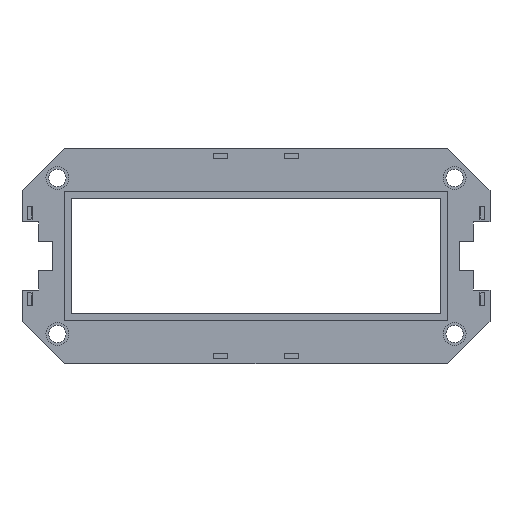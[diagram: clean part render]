
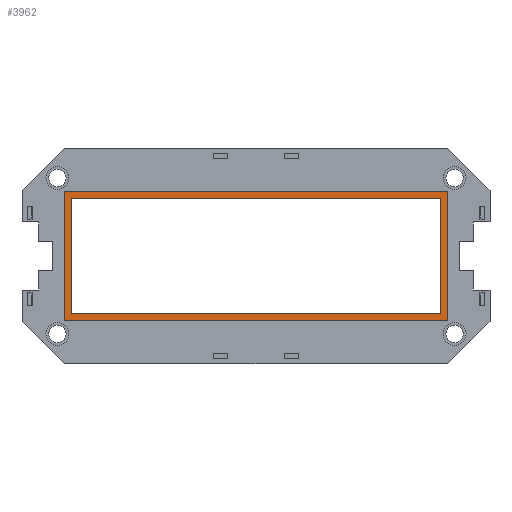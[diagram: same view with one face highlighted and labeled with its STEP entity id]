
A CAD part, top view. The second image highlights one B-rep face of the part: STEP entity #3962.
In plain terms, the highlighted planar face has unit normal (0, 0, 1).
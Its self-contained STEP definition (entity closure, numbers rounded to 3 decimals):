
#94 = DIRECTION ( 'NONE',  ( -1., 0., 0. ) ) ;
#106 = EDGE_LOOP ( 'NONE', ( #5743, #5052, #4912, #3378 ) ) ;
#272 = CARTESIAN_POINT ( 'NONE',  ( -65.15, 20.15, 0.75 ) ) ;
#319 = CARTESIAN_POINT ( 'NONE',  ( -67.6, -22.6, 0.75 ) ) ;
#385 = EDGE_CURVE ( 'NONE', #2254, #6480, #3307, .T. ) ;
#431 = VECTOR ( 'NONE', #2048, 1000. ) ;
#443 = VERTEX_POINT ( 'NONE', #1293 ) ;
#609 = CARTESIAN_POINT ( 'NONE',  ( 67.6, 22.6, 0.75 ) ) ;
#625 = CARTESIAN_POINT ( 'NONE',  ( -65.15, -20.15, 0.75 ) ) ;
#694 = LINE ( 'NONE', #5641, #2516 ) ;
#718 = EDGE_CURVE ( 'NONE', #1365, #1685, #3874, .T. ) ;
#918 = VERTEX_POINT ( 'NONE', #6879 ) ;
#922 = VECTOR ( 'NONE', #4503, 1000. ) ;
#1210 = CARTESIAN_POINT ( 'NONE',  ( 0., 0., 0.75 ) ) ;
#1244 = EDGE_CURVE ( 'NONE', #2793, #2254, #2021, .T. ) ;
#1293 = CARTESIAN_POINT ( 'NONE',  ( 67.6, -22.6, 0.75 ) ) ;
#1365 = VERTEX_POINT ( 'NONE', #272 ) ;
#1491 = CARTESIAN_POINT ( 'NONE',  ( -67.6, 22.6, 0.75 ) ) ;
#1599 = DIRECTION ( 'NONE',  ( 1., 0., 0. ) ) ;
#1685 = VERTEX_POINT ( 'NONE', #2134 ) ;
#1778 = ORIENTED_EDGE ( 'NONE', *, *, #718, .T. ) ;
#2008 = VECTOR ( 'NONE', #1599, 1000. ) ;
#2021 = LINE ( 'NONE', #2059, #6417 ) ;
#2048 = DIRECTION ( 'NONE',  ( 1., 0., 0. ) ) ;
#2059 = CARTESIAN_POINT ( 'NONE',  ( 0., 22.6, 0.75 ) ) ;
#2134 = CARTESIAN_POINT ( 'NONE',  ( 65.15, 20.15, 0.75 ) ) ;
#2164 = DIRECTION ( 'NONE',  ( 0., -1., 0. ) ) ;
#2254 = VERTEX_POINT ( 'NONE', #1491 ) ;
#2270 = CARTESIAN_POINT ( 'NONE',  ( 0., -22.6, 0.75 ) ) ;
#2516 = VECTOR ( 'NONE', #4613, 1000. ) ;
#2567 = VERTEX_POINT ( 'NONE', #5288 ) ;
#2646 = DIRECTION ( 'NONE',  ( -1., 0., 0. ) ) ;
#2705 = CARTESIAN_POINT ( 'NONE',  ( 0., 20.15, 0.75 ) ) ;
#2747 = EDGE_CURVE ( 'NONE', #2567, #918, #3068, .T. ) ;
#2758 = LINE ( 'NONE', #5695, #3334 ) ;
#2793 = VERTEX_POINT ( 'NONE', #609 ) ;
#2910 = VECTOR ( 'NONE', #2164, 1000. ) ;
#3033 = EDGE_CURVE ( 'NONE', #6480, #443, #5279, .T. ) ;
#3046 = ORIENTED_EDGE ( 'NONE', *, *, #3549, .T. ) ;
#3068 = LINE ( 'NONE', #4088, #4219 ) ;
#3169 = PLANE ( 'NONE',  #6367 ) ;
#3307 = LINE ( 'NONE', #4947, #2910 ) ;
#3334 = VECTOR ( 'NONE', #5129, 1000. ) ;
#3378 = ORIENTED_EDGE ( 'NONE', *, *, #3033, .T. ) ;
#3464 = DIRECTION ( 'NONE',  ( 1., 0., 0. ) ) ;
#3471 = EDGE_CURVE ( 'NONE', #2567, #1685, #2758, .T. ) ;
#3488 = ORIENTED_EDGE ( 'NONE', *, *, #3471, .F. ) ;
#3547 = DIRECTION ( 'NONE',  ( 0., 0., 1. ) ) ;
#3549 = EDGE_CURVE ( 'NONE', #918, #1365, #4404, .T. ) ;
#3597 = ORIENTED_EDGE ( 'NONE', *, *, #2747, .T. ) ;
#3812 = FACE_BOUND ( 'NONE', #4715, .T. ) ;
#3874 = LINE ( 'NONE', #2705, #2008 ) ;
#3884 = EDGE_CURVE ( 'NONE', #2793, #443, #694, .T. ) ;
#3962 = ADVANCED_FACE ( 'NONE', ( #5591, #3812 ), #3169, .T. ) ;
#4088 = CARTESIAN_POINT ( 'NONE',  ( 0., -20.15, 0.75 ) ) ;
#4219 = VECTOR ( 'NONE', #2646, 1000. ) ;
#4404 = LINE ( 'NONE', #625, #922 ) ;
#4503 = DIRECTION ( 'NONE',  ( 0., 1., 0. ) ) ;
#4613 = DIRECTION ( 'NONE',  ( 0., -1., 0. ) ) ;
#4715 = EDGE_LOOP ( 'NONE', ( #1778, #3488, #3597, #3046 ) ) ;
#4912 = ORIENTED_EDGE ( 'NONE', *, *, #385, .T. ) ;
#4947 = CARTESIAN_POINT ( 'NONE',  ( -67.6, -22.6, 0.75 ) ) ;
#5052 = ORIENTED_EDGE ( 'NONE', *, *, #1244, .T. ) ;
#5129 = DIRECTION ( 'NONE',  ( 0., 1., 0. ) ) ;
#5279 = LINE ( 'NONE', #2270, #431 ) ;
#5288 = CARTESIAN_POINT ( 'NONE',  ( 65.15, -20.15, 0.75 ) ) ;
#5591 = FACE_OUTER_BOUND ( 'NONE', #106, .T. ) ;
#5641 = CARTESIAN_POINT ( 'NONE',  ( 67.6, -22.6, 0.75 ) ) ;
#5695 = CARTESIAN_POINT ( 'NONE',  ( 65.15, -20.15, 0.75 ) ) ;
#5743 = ORIENTED_EDGE ( 'NONE', *, *, #3884, .F. ) ;
#6367 = AXIS2_PLACEMENT_3D ( 'NONE', #1210, #3547, #3464 ) ;
#6417 = VECTOR ( 'NONE', #94, 1000. ) ;
#6480 = VERTEX_POINT ( 'NONE', #319 ) ;
#6879 = CARTESIAN_POINT ( 'NONE',  ( -65.15, -20.15, 0.75 ) ) ;
